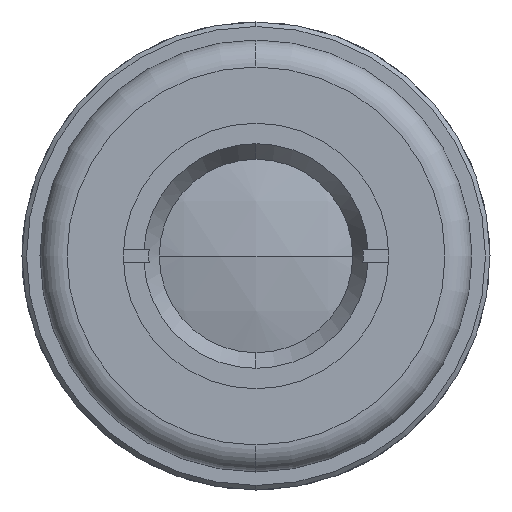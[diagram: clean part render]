
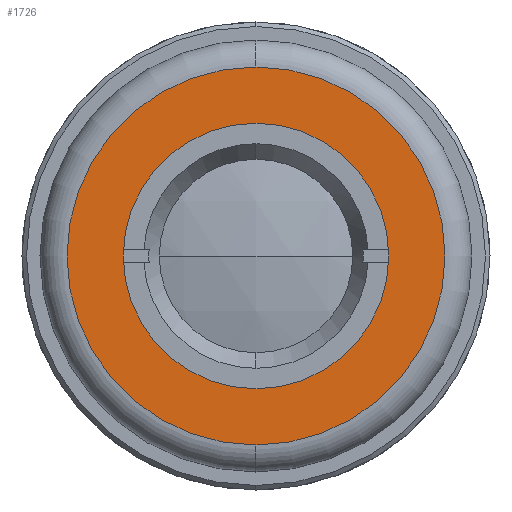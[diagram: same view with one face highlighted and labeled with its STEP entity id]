
A CAD part, left-side view. The second image highlights one B-rep face of the part: STEP entity #1726.
In plain terms, the highlighted planar face has unit normal (-1, 0, 0).
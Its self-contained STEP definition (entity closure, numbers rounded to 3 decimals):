
#301 = DIRECTION ( 'NONE',  ( 0., 0., 1. ) ) ;
#336 = DIRECTION ( 'NONE',  ( 0., 0., 1. ) ) ;
#353 = CIRCLE ( 'NONE', #1685, 21. ) ;
#402 = CIRCLE ( 'NONE', #2287, 21. ) ;
#403 = ORIENTED_EDGE ( 'NONE', *, *, #737, .T. ) ;
#404 = VERTEX_POINT ( 'NONE', #839 ) ;
#548 = DIRECTION ( 'NONE',  ( -1., 0., 0. ) ) ;
#565 = CARTESIAN_POINT ( 'NONE',  ( -33.9, 24., 0. ) ) ;
#656 = CARTESIAN_POINT ( 'NONE',  ( -33.9, 0., -21. ) ) ;
#701 = EDGE_CURVE ( 'NONE', #3287, #1892, #402, .T. ) ;
#713 = DIRECTION ( 'NONE',  ( 0., 0., -1. ) ) ;
#737 = EDGE_CURVE ( 'NONE', #1892, #3287, #353, .T. ) ;
#814 = DIRECTION ( 'NONE',  ( 1., 0., 0. ) ) ;
#839 = CARTESIAN_POINT ( 'NONE',  ( -33.9, 0., 14.75 ) ) ;
#1068 = PLANE ( 'NONE',  #3340 ) ;
#1151 = AXIS2_PLACEMENT_3D ( 'NONE', #1349, #548, #336 ) ;
#1176 = CARTESIAN_POINT ( 'NONE',  ( -33.9, 0., 0. ) ) ;
#1256 = VERTEX_POINT ( 'NONE', #2265 ) ;
#1349 = CARTESIAN_POINT ( 'NONE',  ( -33.9, 0., 0. ) ) ;
#1494 = ORIENTED_EDGE ( 'NONE', *, *, #1691, .F. ) ;
#1517 = EDGE_LOOP ( 'NONE', ( #1494, #2690 ) ) ;
#1567 = FACE_BOUND ( 'NONE', #1517, .T. ) ;
#1583 = AXIS2_PLACEMENT_3D ( 'NONE', #1592, #2876, #301 ) ;
#1592 = CARTESIAN_POINT ( 'NONE',  ( -33.9, 0., 0. ) ) ;
#1669 = EDGE_CURVE ( 'NONE', #1256, #404, #2793, .T. ) ;
#1685 = AXIS2_PLACEMENT_3D ( 'NONE', #2058, #1742, #713 ) ;
#1691 = EDGE_CURVE ( 'NONE', #404, #1256, #3284, .T. ) ;
#1726 = ADVANCED_FACE ( 'NONE', ( #2635, #1567 ), #1068, .F. ) ;
#1742 = DIRECTION ( 'NONE',  ( -1., 0., 0. ) ) ;
#1848 = DIRECTION ( 'NONE',  ( 0., 0., -1. ) ) ;
#1892 = VERTEX_POINT ( 'NONE', #2966 ) ;
#2000 = DIRECTION ( 'NONE',  ( 0., 0., -1. ) ) ;
#2058 = CARTESIAN_POINT ( 'NONE',  ( -33.9, 0., 0. ) ) ;
#2212 = DIRECTION ( 'NONE',  ( -1., 0., 0. ) ) ;
#2265 = CARTESIAN_POINT ( 'NONE',  ( -33.9, 0., -14.75 ) ) ;
#2287 = AXIS2_PLACEMENT_3D ( 'NONE', #1176, #2212, #2000 ) ;
#2465 = ORIENTED_EDGE ( 'NONE', *, *, #701, .T. ) ;
#2635 = FACE_OUTER_BOUND ( 'NONE', #3237, .T. ) ;
#2690 = ORIENTED_EDGE ( 'NONE', *, *, #1669, .F. ) ;
#2793 = CIRCLE ( 'NONE', #1151, 14.75 ) ;
#2876 = DIRECTION ( 'NONE',  ( -1., 0., 0. ) ) ;
#2966 = CARTESIAN_POINT ( 'NONE',  ( -33.9, 0., 21. ) ) ;
#3237 = EDGE_LOOP ( 'NONE', ( #2465, #403 ) ) ;
#3284 = CIRCLE ( 'NONE', #1583, 14.75 ) ;
#3287 = VERTEX_POINT ( 'NONE', #656 ) ;
#3340 = AXIS2_PLACEMENT_3D ( 'NONE', #565, #814, #1848 ) ;
